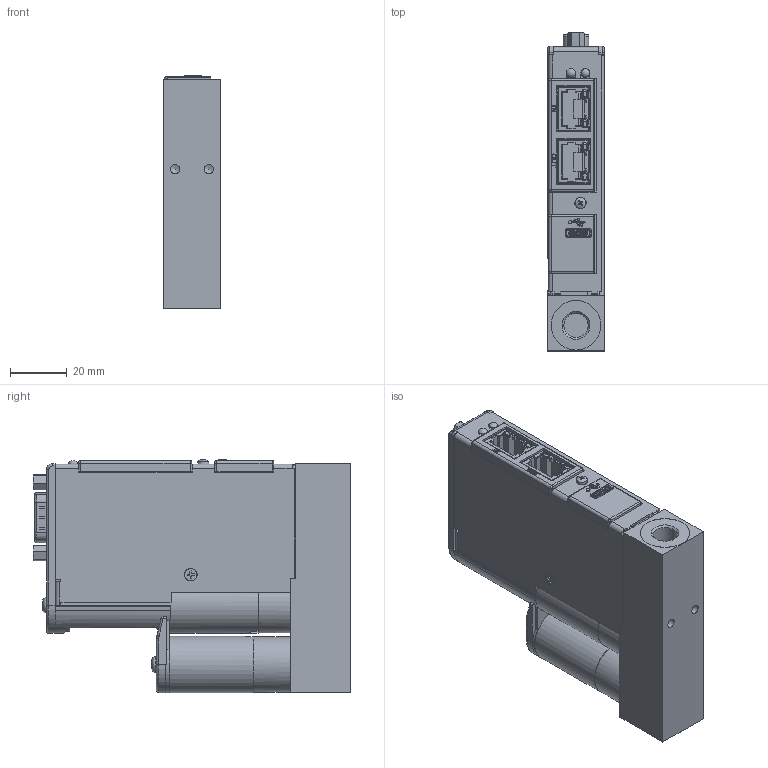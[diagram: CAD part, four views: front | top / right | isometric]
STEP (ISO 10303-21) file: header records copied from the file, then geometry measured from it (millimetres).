
FILE_DESCRIPTION(/* description */ (''),/* implementation_level */ '2;1');
FILE_NAME(/* name */ 'FF-a1nS-Ethernet.stp',/* time_stamp */ '2023-11-22T08:29:17+01:00',/* author */ ('M-Huiskes'),/* organization */ (''),/* preprocessor_version */ 'ST-DEVELOPER v18.1',/* originating_system */ 'Autodesk Inventor 2021',/* authorisation */ '');
FILE_SCHEMA (('AUTOMOTIVE_DESIGN { 1 0 10303 214 3 1 1 }'));
Products named in the file (1): Part2
Bounding box: 20.2 x 112.45 x 82.6 mm (x, y, z)
Volume: 143569.5 mm3; surface area: 36214 mm2
Topology: 5 solids, 339 shells, 3281 faces, 9630 edges, 6710 vertices
Faces by surface type: plane 2226, cylinder 665, bspline 173, cone 100, sphere 67, torus 50
Full cylindrical faces by diameter (mm): 0.375 x1, 0.494 x3, 0.75 x6, 0.8 x7, 1.16 x9, 2.2 x1, 2.459 x6, 3 x4, 3.048 x2, 3.242 x2, 3.5 x3, 4 x2, 4.1 x2, 4.3 x1, 5.1 x2, 5.7 x2, 8.566 x2, 17.5 x2, 18 x1, 19.6 x1, 19.9 x1
Entity records: 116851 total; most frequent: CARTESIAN_POINT 26239, ORIENTED_EDGE 17638, DIRECTION 17267, EDGE_CURVE 9612, LINE 7147, VECTOR 7147, VERTEX_POINT 6710, AXIS2_PLACEMENT_3D 5060
